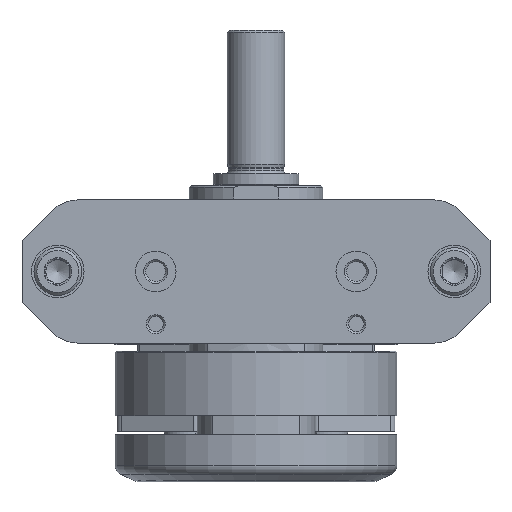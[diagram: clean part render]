
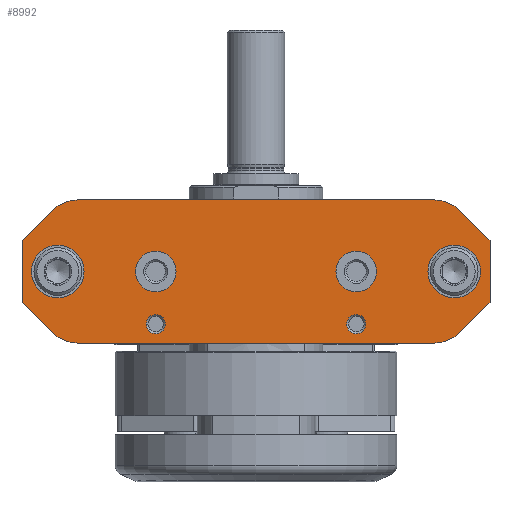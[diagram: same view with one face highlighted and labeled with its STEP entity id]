
A CAD part, front view. The second image highlights one B-rep face of the part: STEP entity #8992.
In plain terms, the highlighted planar face has unit normal (0, -1, 0).
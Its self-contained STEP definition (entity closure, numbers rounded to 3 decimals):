
#240=PLANE('',#9583);
#488=LINE('',#12920,#1076);
#618=LINE('',#13407,#1206);
#620=LINE('',#13411,#1208);
#625=LINE('',#13421,#1213);
#628=LINE('',#13433,#1216);
#630=LINE('',#13437,#1218);
#632=LINE('',#13441,#1220);
#635=LINE('',#13451,#1223);
#1076=VECTOR('',#10453,1000.);
#1206=VECTOR('',#10867,1000.);
#1208=VECTOR('',#10871,1000.);
#1213=VECTOR('',#10882,1000.);
#1216=VECTOR('',#10895,1000.);
#1218=VECTOR('',#10899,1000.);
#1220=VECTOR('',#10903,1000.);
#1223=VECTOR('',#10916,1000.);
#2168=ORIENTED_EDGE('',*,*,#4094,.F.);
#2169=ORIENTED_EDGE('',*,*,#4095,.F.);
#2170=ORIENTED_EDGE('',*,*,#4096,.F.);
#2171=ORIENTED_EDGE('',*,*,#4097,.F.);
#2172=ORIENTED_EDGE('',*,*,#4098,.F.);
#2173=ORIENTED_EDGE('',*,*,#4099,.F.);
#2174=ORIENTED_EDGE('',*,*,#4070,.F.);
#2175=ORIENTED_EDGE('',*,*,#4093,.F.);
#2176=ORIENTED_EDGE('',*,*,#4091,.F.);
#2177=ORIENTED_EDGE('',*,*,#3857,.F.);
#2178=ORIENTED_EDGE('',*,*,#4090,.F.);
#2179=ORIENTED_EDGE('',*,*,#4088,.F.);
#2180=ORIENTED_EDGE('',*,*,#4086,.F.);
#2181=ORIENTED_EDGE('',*,*,#4084,.F.);
#2182=ORIENTED_EDGE('',*,*,#4082,.F.);
#2183=ORIENTED_EDGE('',*,*,#4078,.F.);
#2184=ORIENTED_EDGE('',*,*,#4074,.F.);
#2185=ORIENTED_EDGE('',*,*,#4072,.F.);
#3857=EDGE_CURVE('',#4920,#4921,#488,.T.);
#4070=EDGE_CURVE('',#5047,#5048,#618,.T.);
#4072=EDGE_CURVE('',#5048,#5049,#620,.T.);
#4074=EDGE_CURVE('',#5049,#5050,#5656,.T.);
#4078=EDGE_CURVE('',#5050,#5051,#625,.T.);
#4082=EDGE_CURVE('',#5051,#5054,#5659,.T.);
#4084=EDGE_CURVE('',#5054,#5055,#628,.T.);
#4086=EDGE_CURVE('',#5055,#5056,#630,.T.);
#4088=EDGE_CURVE('',#5056,#5057,#632,.T.);
#4090=EDGE_CURVE('',#5057,#4920,#5660,.T.);
#4091=EDGE_CURVE('',#4921,#5058,#5661,.T.);
#4093=EDGE_CURVE('',#5058,#5047,#635,.T.);
#4094=EDGE_CURVE('',#5059,#5059,#5662,.T.);
#4095=EDGE_CURVE('',#5060,#5060,#5663,.T.);
#4096=EDGE_CURVE('',#5061,#5061,#5664,.T.);
#4097=EDGE_CURVE('',#5062,#5062,#5665,.T.);
#4098=EDGE_CURVE('',#5063,#5063,#5666,.T.);
#4099=EDGE_CURVE('',#5064,#5064,#5667,.T.);
#4920=VERTEX_POINT('',#12919);
#4921=VERTEX_POINT('',#12921);
#5047=VERTEX_POINT('',#13406);
#5048=VERTEX_POINT('',#13408);
#5049=VERTEX_POINT('',#13412);
#5050=VERTEX_POINT('',#13416);
#5051=VERTEX_POINT('',#13422);
#5054=VERTEX_POINT('',#13430);
#5055=VERTEX_POINT('',#13434);
#5056=VERTEX_POINT('',#13438);
#5057=VERTEX_POINT('',#13442);
#5058=VERTEX_POINT('',#13448);
#5059=VERTEX_POINT('',#13454);
#5060=VERTEX_POINT('',#13456);
#5061=VERTEX_POINT('',#13458);
#5062=VERTEX_POINT('',#13460);
#5063=VERTEX_POINT('',#13462);
#5064=VERTEX_POINT('',#13464);
#5656=CIRCLE('',#9569,8.);
#5659=CIRCLE('',#9574,8.);
#5660=CIRCLE('',#9579,8.);
#5661=CIRCLE('',#9581,8.);
#5662=CIRCLE('',#9584,5.5);
#5663=CIRCLE('',#9585,5.5);
#5664=CIRCLE('',#9586,2.);
#5665=CIRCLE('',#9587,2.);
#5666=CIRCLE('',#9588,4.25);
#5667=CIRCLE('',#9589,4.25);
#6100=EDGE_LOOP('',(#2168));
#6101=EDGE_LOOP('',(#2169));
#6102=EDGE_LOOP('',(#2170));
#6103=EDGE_LOOP('',(#2171));
#6104=EDGE_LOOP('',(#2172));
#6105=EDGE_LOOP('',(#2173));
#6106=EDGE_LOOP('',(#2174,#2175,#2176,#2177,#2178,#2179,#2180,#2181,#2182,
#2183,#2184,#2185));
#6697=FACE_BOUND('',#6100,.T.);
#6698=FACE_BOUND('',#6101,.T.);
#6699=FACE_BOUND('',#6102,.T.);
#6700=FACE_BOUND('',#6103,.T.);
#6701=FACE_BOUND('',#6104,.T.);
#6702=FACE_BOUND('',#6105,.T.);
#6703=FACE_BOUND('',#6106,.T.);
#8992=ADVANCED_FACE('',(#6697,#6698,#6699,#6700,#6701,#6702,#6703),#240,
 .F.);
#9569=AXIS2_PLACEMENT_3D('',#13415,#10875,#10876);
#9574=AXIS2_PLACEMENT_3D('',#13429,#10890,#10891);
#9579=AXIS2_PLACEMENT_3D('',#13445,#10907,#10908);
#9581=AXIS2_PLACEMENT_3D('',#13447,#10911,#10912);
#9583=AXIS2_PLACEMENT_3D('',#13452,#10917,#10918);
#9584=AXIS2_PLACEMENT_3D('',#13453,#10919,#10920);
#9585=AXIS2_PLACEMENT_3D('',#13455,#10921,#10922);
#9586=AXIS2_PLACEMENT_3D('',#13457,#10923,#10924);
#9587=AXIS2_PLACEMENT_3D('',#13459,#10925,#10926);
#9588=AXIS2_PLACEMENT_3D('',#13461,#10927,#10928);
#9589=AXIS2_PLACEMENT_3D('',#13463,#10929,#10930);
#10453=DIRECTION('',(-1.,0.,0.));
#10867=DIRECTION('',(0.,0.,1.));
#10871=DIRECTION('',(0.707,0.,0.707));
#10875=DIRECTION('',(0.,1.,0.));
#10876=DIRECTION('',(1.,0.,0.));
#10882=DIRECTION('',(1.,0.,0.));
#10890=DIRECTION('',(0.,1.,0.));
#10891=DIRECTION('',(1.,0.,0.));
#10895=DIRECTION('',(0.707,0.,-0.707));
#10899=DIRECTION('',(0.,0.,-1.));
#10903=DIRECTION('',(-0.707,0.,-0.707));
#10907=DIRECTION('',(0.,1.,0.));
#10908=DIRECTION('',(1.,0.,0.));
#10911=DIRECTION('',(0.,1.,0.));
#10912=DIRECTION('',(1.,0.,0.));
#10916=DIRECTION('',(-0.707,0.,0.707));
#10917=DIRECTION('',(0.,1.,0.));
#10918=DIRECTION('',(0.,0.,1.));
#10919=DIRECTION('',(0.,-1.,0.));
#10920=DIRECTION('',(0.,0.,-1.));
#10921=DIRECTION('',(0.,-1.,0.));
#10922=DIRECTION('',(0.,0.,-1.));
#10923=DIRECTION('',(0.,-1.,0.));
#10924=DIRECTION('',(0.,0.,-1.));
#10925=DIRECTION('',(0.,-1.,0.));
#10926=DIRECTION('',(0.,0.,-1.));
#10927=DIRECTION('',(0.,-1.,0.));
#10928=DIRECTION('',(0.,0.,-1.));
#10929=DIRECTION('',(0.,-1.,0.));
#10930=DIRECTION('',(0.,0.,-1.));
#12919=CARTESIAN_POINT('',(37.186,-30.,-33.));
#12920=CARTESIAN_POINT('',(37.186,-30.,-33.));
#12921=CARTESIAN_POINT('',(-37.186,-30.,-33.));
#13406=CARTESIAN_POINT('',(-49.,-30.,-24.5));
#13407=CARTESIAN_POINT('',(-49.,-30.,-24.5));
#13408=CARTESIAN_POINT('',(-49.,-30.,-11.5));
#13411=CARTESIAN_POINT('',(-49.,-30.,-11.5));
#13412=CARTESIAN_POINT('',(-42.843,-30.,-5.343));
#13415=CARTESIAN_POINT('',(-37.186,-30.,-11.));
#13416=CARTESIAN_POINT('',(-37.186,-30.,-3.));
#13421=CARTESIAN_POINT('',(-37.186,-30.,-3.));
#13422=CARTESIAN_POINT('',(37.186,-30.,-3.));
#13429=CARTESIAN_POINT('',(37.186,-30.,-11.));
#13430=CARTESIAN_POINT('',(42.843,-30.,-5.343));
#13433=CARTESIAN_POINT('',(42.843,-30.,-5.343));
#13434=CARTESIAN_POINT('',(49.,-30.,-11.5));
#13437=CARTESIAN_POINT('',(49.,-30.,-11.5));
#13438=CARTESIAN_POINT('',(49.,-30.,-24.5));
#13441=CARTESIAN_POINT('',(49.,-30.,-24.5));
#13442=CARTESIAN_POINT('',(42.843,-30.,-30.657));
#13445=CARTESIAN_POINT('',(37.186,-30.,-25.));
#13447=CARTESIAN_POINT('',(-37.186,-30.,-25.));
#13448=CARTESIAN_POINT('',(-42.843,-30.,-30.657));
#13451=CARTESIAN_POINT('',(-42.843,-30.,-30.657));
#13452=CARTESIAN_POINT('',(-37.186,-30.,-11.));
#13453=CARTESIAN_POINT('',(41.5,-30.,-18.));
#13454=CARTESIAN_POINT('',(41.5,-30.,-23.5));
#13455=CARTESIAN_POINT('',(-41.5,-30.,-18.));
#13456=CARTESIAN_POINT('',(-41.5,-30.,-23.5));
#13457=CARTESIAN_POINT('',(21.,-30.,-29.));
#13458=CARTESIAN_POINT('',(21.,-30.,-31.));
#13459=CARTESIAN_POINT('',(-21.,-30.,-29.));
#13460=CARTESIAN_POINT('',(-21.,-30.,-31.));
#13461=CARTESIAN_POINT('',(21.,-30.,-18.));
#13462=CARTESIAN_POINT('',(21.,-30.,-22.25));
#13463=CARTESIAN_POINT('',(-21.,-30.,-18.));
#13464=CARTESIAN_POINT('',(-21.,-30.,-22.25));
